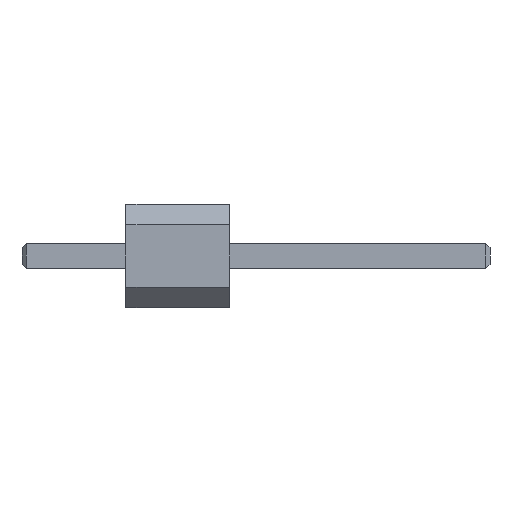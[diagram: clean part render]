
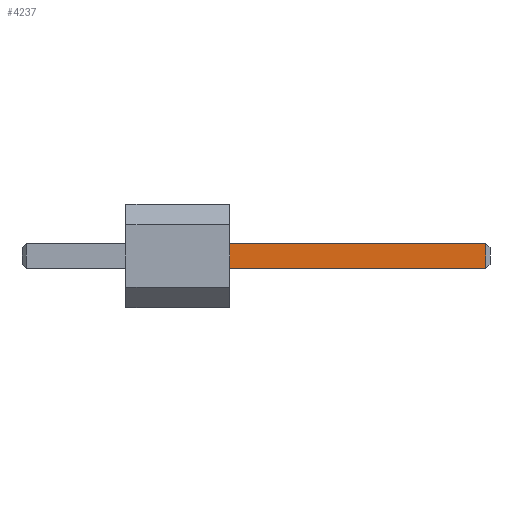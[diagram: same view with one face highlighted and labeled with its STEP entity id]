
A CAD part, front view. The second image highlights one B-rep face of the part: STEP entity #4237.
In plain terms, the highlighted planar face has unit normal (0, -1, 0).
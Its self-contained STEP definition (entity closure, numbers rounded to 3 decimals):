
#24 = EDGE_CURVE ( 'NONE', #822, #1381, #3228, .T. ) ;
#309 = CARTESIAN_POINT ( 'NONE',  ( 2.54, -0.3, 0. ) ) ;
#544 = DIRECTION ( 'NONE',  ( 0., 0., 1. ) ) ;
#603 = VECTOR ( 'NONE', #1252, 1000. ) ;
#655 = DIRECTION ( 'NONE',  ( 0., 0., 1. ) ) ;
#822 = VERTEX_POINT ( 'NONE', #5340 ) ;
#1078 = AXIS2_PLACEMENT_3D ( 'NONE', #3515, #2031, #544 ) ;
#1099 = CARTESIAN_POINT ( 'NONE',  ( 8.8, -0.3, 0. ) ) ;
#1252 = DIRECTION ( 'NONE',  ( 0., 0., -1. ) ) ;
#1381 = VERTEX_POINT ( 'NONE', #6255 ) ;
#1955 = DIRECTION ( 'NONE',  ( 1., 0., 0. ) ) ;
#2031 = DIRECTION ( 'NONE',  ( 0., 1., 0. ) ) ;
#2032 = FACE_OUTER_BOUND ( 'NONE', #6080, .T. ) ;
#2109 = VERTEX_POINT ( 'NONE', #4752 ) ;
#2133 = LINE ( 'NONE', #1099, #2266 ) ;
#2266 = VECTOR ( 'NONE', #655, 1000. ) ;
#2428 = VERTEX_POINT ( 'NONE', #6117 ) ;
#2770 = EDGE_CURVE ( 'NONE', #2109, #1381, #4463, .T. ) ;
#2789 = EDGE_CURVE ( 'NONE', #2109, #2428, #2133, .T. ) ;
#3105 = ORIENTED_EDGE ( 'NONE', *, *, #2770, .F. ) ;
#3178 = VECTOR ( 'NONE', #4944, 1000. ) ;
#3228 = LINE ( 'NONE', #309, #603 ) ;
#3372 = ORIENTED_EDGE ( 'NONE', *, *, #24, .T. ) ;
#3515 = CARTESIAN_POINT ( 'NONE',  ( 0., -0.3, 0. ) ) ;
#3808 = LINE ( 'NONE', #5280, #3883 ) ;
#3883 = VECTOR ( 'NONE', #1955, 1000. ) ;
#3958 = CARTESIAN_POINT ( 'NONE',  ( -2.54, -0.3, 0.97 ) ) ;
#4237 = ADVANCED_FACE ( 'NONE', ( #2032 ), #5975, .F. ) ;
#4463 = LINE ( 'NONE', #3958, #3178 ) ;
#4752 = CARTESIAN_POINT ( 'NONE',  ( 8.8, -0.3, 0.97 ) ) ;
#4783 = EDGE_CURVE ( 'NONE', #822, #2428, #3808, .T. ) ;
#4861 = ORIENTED_EDGE ( 'NONE', *, *, #4783, .F. ) ;
#4882 = ORIENTED_EDGE ( 'NONE', *, *, #2789, .T. ) ;
#4944 = DIRECTION ( 'NONE',  ( -1., 0., 0. ) ) ;
#5280 = CARTESIAN_POINT ( 'NONE',  ( -2.54, -0.3, 1.57 ) ) ;
#5340 = CARTESIAN_POINT ( 'NONE',  ( 2.54, -0.3, 1.57 ) ) ;
#5975 = PLANE ( 'NONE',  #1078 ) ;
#6080 = EDGE_LOOP ( 'NONE', ( #3105, #4882, #4861, #3372 ) ) ;
#6117 = CARTESIAN_POINT ( 'NONE',  ( 8.8, -0.3, 1.57 ) ) ;
#6255 = CARTESIAN_POINT ( 'NONE',  ( 2.54, -0.3, 0.97 ) ) ;
